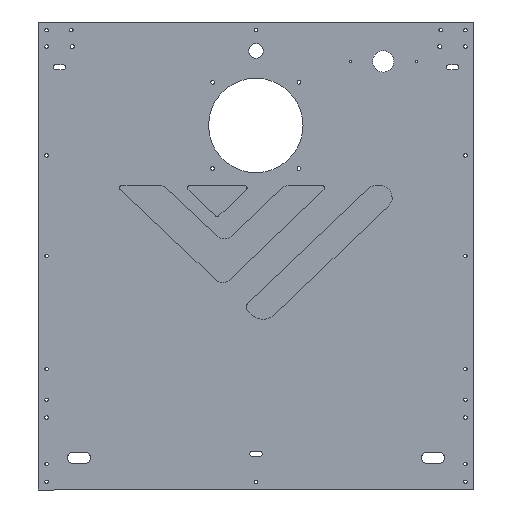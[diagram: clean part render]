
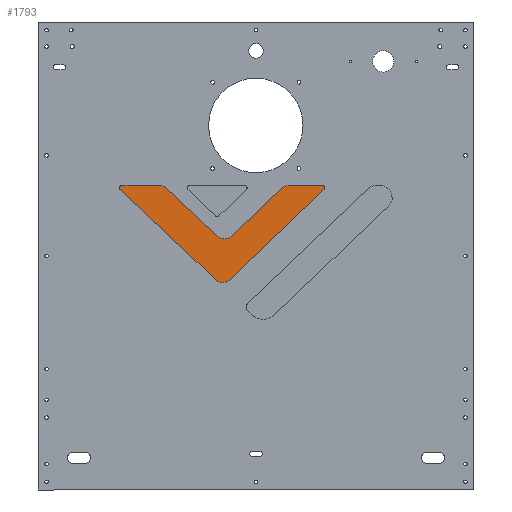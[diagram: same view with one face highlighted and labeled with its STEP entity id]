
A CAD part, front view. The second image highlights one B-rep face of the part: STEP entity #1793.
In plain terms, the highlighted planar face has unit normal (0, -1, 0).
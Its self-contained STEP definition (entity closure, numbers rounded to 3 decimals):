
#115=PLANE('',#2000);
#183=FACE_OUTER_BOUND('',#350,.T.);
#350=EDGE_LOOP('',(#1533,#1534,#1535,#1536,#1537,#1538,#1539,#1540,#1541,
#1542,#1543,#1544));
#466=LINE('',#2947,#603);
#470=LINE('',#2956,#607);
#473=LINE('',#2964,#610);
#476=LINE('',#2972,#613);
#479=LINE('',#2980,#616);
#482=LINE('',#2988,#619);
#603=VECTOR('',#2409,10.);
#607=VECTOR('',#2419,10.);
#610=VECTOR('',#2428,10.);
#613=VECTOR('',#2437,10.);
#616=VECTOR('',#2446,10.);
#619=VECTOR('',#2455,10.);
#757=CIRCLE('',#1984,11.568);
#758=CIRCLE('',#1987,11.568);
#759=CIRCLE('',#1990,2.892);
#760=CIRCLE('',#1993,11.568);
#761=CIRCLE('',#1996,2.892);
#762=CIRCLE('',#1999,11.568);
#910=VERTEX_POINT('',#2944);
#911=VERTEX_POINT('',#2946);
#912=VERTEX_POINT('',#2950);
#913=VERTEX_POINT('',#2954);
#914=VERTEX_POINT('',#2958);
#915=VERTEX_POINT('',#2962);
#916=VERTEX_POINT('',#2966);
#917=VERTEX_POINT('',#2970);
#918=VERTEX_POINT('',#2974);
#919=VERTEX_POINT('',#2978);
#920=VERTEX_POINT('',#2982);
#921=VERTEX_POINT('',#2986);
#1117=EDGE_CURVE('',#910,#911,#466,.F.);
#1120=EDGE_CURVE('',#912,#910,#757,.F.);
#1122=EDGE_CURVE('',#913,#912,#470,.F.);
#1124=EDGE_CURVE('',#914,#913,#758,.F.);
#1126=EDGE_CURVE('',#915,#914,#473,.F.);
#1128=EDGE_CURVE('',#916,#915,#759,.F.);
#1130=EDGE_CURVE('',#917,#916,#476,.F.);
#1132=EDGE_CURVE('',#918,#917,#760,.F.);
#1134=EDGE_CURVE('',#919,#918,#479,.F.);
#1136=EDGE_CURVE('',#920,#919,#761,.F.);
#1138=EDGE_CURVE('',#921,#920,#482,.F.);
#1139=EDGE_CURVE('',#911,#921,#762,.F.);
#1533=ORIENTED_EDGE('',*,*,#1139,.F.);
#1534=ORIENTED_EDGE('',*,*,#1117,.F.);
#1535=ORIENTED_EDGE('',*,*,#1120,.F.);
#1536=ORIENTED_EDGE('',*,*,#1122,.F.);
#1537=ORIENTED_EDGE('',*,*,#1124,.F.);
#1538=ORIENTED_EDGE('',*,*,#1126,.F.);
#1539=ORIENTED_EDGE('',*,*,#1128,.F.);
#1540=ORIENTED_EDGE('',*,*,#1130,.F.);
#1541=ORIENTED_EDGE('',*,*,#1132,.F.);
#1542=ORIENTED_EDGE('',*,*,#1134,.F.);
#1543=ORIENTED_EDGE('',*,*,#1136,.F.);
#1544=ORIENTED_EDGE('',*,*,#1138,.F.);
#1793=ADVANCED_FACE('',(#183),#115,.T.);
#1984=AXIS2_PLACEMENT_3D('',#2952,#2414,#2415);
#1987=AXIS2_PLACEMENT_3D('',#2960,#2423,#2424);
#1990=AXIS2_PLACEMENT_3D('',#2968,#2432,#2433);
#1993=AXIS2_PLACEMENT_3D('',#2976,#2441,#2442);
#1996=AXIS2_PLACEMENT_3D('',#2984,#2450,#2451);
#1999=AXIS2_PLACEMENT_3D('',#2990,#2458,#2459);
#2000=AXIS2_PLACEMENT_3D('',#2991,#2460,#2461);
#2409=DIRECTION('',(-0.724,0.,-0.69));
#2414=DIRECTION('center_axis',(0.,1.,0.));
#2415=DIRECTION('ref_axis',(-0.686,0.,-0.728));
#2419=DIRECTION('',(-0.728,0.,0.686));
#2423=DIRECTION('center_axis',(0.,-1.,0.));
#2424=DIRECTION('ref_axis',(0.,0.,
1.));
#2428=DIRECTION('',(-1.,0.,0.));
#2432=DIRECTION('center_axis',(0.,-1.,0.));
#2433=DIRECTION('ref_axis',(-0.686,0.,-0.728));
#2437=DIRECTION('',(0.728,0.,-0.686));
#2441=DIRECTION('center_axis',(0.,-1.,0.));
#2442=DIRECTION('ref_axis',(0.69,0.,-0.724));
#2446=DIRECTION('',(0.724,0.,0.69));
#2450=DIRECTION('center_axis',(0.,-1.,0.));
#2451=DIRECTION('ref_axis',(0.,0.,1.));
#2455=DIRECTION('',(-1.,0.,0.));
#2458=DIRECTION('center_axis',(0.,-1.,0.));
#2459=DIRECTION('ref_axis',(-0.69,0.,0.724));
#2460=DIRECTION('center_axis',(0.,-1.,0.));
#2461=DIRECTION('ref_axis',(-1.,0.,0.));
#2944=CARTESIAN_POINT('',(-30.426,305.3,-206.066));
#2946=CARTESIAN_POINT('',(31.014,305.3,-147.531));
#2947=CARTESIAN_POINT('',(-27.398,305.3,-203.181));
#2950=CARTESIAN_POINT('',(-46.34,305.3,-206.109));
#2952=CARTESIAN_POINT('Origin',(-38.405,305.3,-197.69));
#2954=CARTESIAN_POINT('',(-108.541,305.3,-147.487));
#2956=CARTESIAN_POINT('',(-60.33,305.3,-192.923));
#2958=CARTESIAN_POINT('',(-116.475,305.3,-144.338));
#2960=CARTESIAN_POINT('Origin',(-116.475,305.3,-155.906));
#2962=CARTESIAN_POINT('',(-163.26,305.3,-144.338));
#2964=CARTESIAN_POINT('',(-81.72,305.3,-144.338));
#2966=CARTESIAN_POINT('',(-165.244,305.3,-149.335));
#2968=CARTESIAN_POINT('Origin',(-163.26,305.3,-147.23));
#2970=CARTESIAN_POINT('',(-48.521,305.3,-259.34));
#2972=CARTESIAN_POINT('',(-44.118,305.3,-263.49));
#2974=CARTESIAN_POINT('',(-32.607,305.3,-259.297));
#2976=CARTESIAN_POINT('Origin',(-40.586,305.3,-250.921));
#2978=CARTESIAN_POINT('',(82.823,305.3,-149.324));
#2980=CARTESIAN_POINT('',(41.999,305.3,-188.218));
#2982=CARTESIAN_POINT('',(80.828,305.3,-144.338));
#2984=CARTESIAN_POINT('Origin',(80.828,305.3,-147.23));
#2986=CARTESIAN_POINT('',(38.993,305.3,-144.338));
#2988=CARTESIAN_POINT('',(19.407,305.3,-144.338));
#2990=CARTESIAN_POINT('Origin',(38.993,305.3,-155.906));
#2991=CARTESIAN_POINT('Origin',(-0.179,305.3,-225.69));
